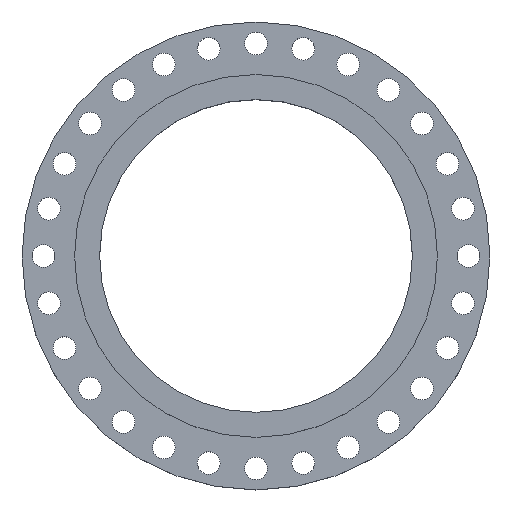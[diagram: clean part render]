
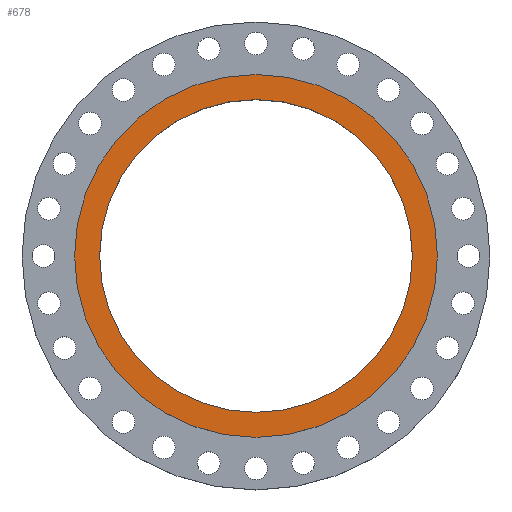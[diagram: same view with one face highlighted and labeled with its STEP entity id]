
A CAD part, top view. The second image highlights one B-rep face of the part: STEP entity #678.
In plain terms, the highlighted planar face has unit normal (0, 0, 1).
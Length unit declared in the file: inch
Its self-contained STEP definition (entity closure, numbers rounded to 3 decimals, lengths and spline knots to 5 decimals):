
#6 = CARTESIAN_POINT ( 'NONE',  ( -16.375, 0., 0. ) ) ;
#43 = EDGE_CURVE ( 'NONE', #486, #1811, #1398, .T. ) ;
#177 = AXIS2_PLACEMENT_3D ( 'NONE', #2528, #1508, #2336 ) ;
#199 = VERTEX_POINT ( 'NONE', #1426 ) ;
#323 = DIRECTION ( 'NONE',  ( -1., 0., 0. ) ) ;
#368 = ORIENTED_EDGE ( 'NONE', *, *, #2633, .T. ) ;
#473 = CARTESIAN_POINT ( 'NONE',  ( 19., 0., 0. ) ) ;
#486 = VERTEX_POINT ( 'NONE', #1851 ) ;
#540 = FACE_BOUND ( 'NONE', #1059, .T. ) ;
#566 = ORIENTED_EDGE ( 'NONE', *, *, #43, .F. ) ;
#678 = ADVANCED_FACE ( 'NONE', ( #540, #1333 ), #2164, .F. ) ;
#685 = AXIS2_PLACEMENT_3D ( 'NONE', #1717, #2191, #1974 ) ;
#715 = AXIS2_PLACEMENT_3D ( 'NONE', #1341, #2567, #1544 ) ;
#727 = AXIS2_PLACEMENT_3D ( 'NONE', #1193, #2444, #1598 ) ;
#974 = CIRCLE ( 'NONE', #727, 16.375 ) ;
#1052 = AXIS2_PLACEMENT_3D ( 'NONE', #2149, #1071, #323 ) ;
#1059 = EDGE_LOOP ( 'NONE', ( #566, #1079 ) ) ;
#1071 = DIRECTION ( 'NONE',  ( 0., 0., -1. ) ) ;
#1079 = ORIENTED_EDGE ( 'NONE', *, *, #1279, .F. ) ;
#1107 = EDGE_CURVE ( 'NONE', #1896, #199, #1316, .T. ) ;
#1193 = CARTESIAN_POINT ( 'NONE',  ( 0., 0., 0. ) ) ;
#1279 = EDGE_CURVE ( 'NONE', #1811, #486, #974, .T. ) ;
#1316 = CIRCLE ( 'NONE', #177, 19. ) ;
#1333 = FACE_OUTER_BOUND ( 'NONE', #2061, .T. ) ;
#1341 = CARTESIAN_POINT ( 'NONE',  ( 0., 0., 0. ) ) ;
#1398 = CIRCLE ( 'NONE', #715, 16.375 ) ;
#1426 = CARTESIAN_POINT ( 'NONE',  ( -19., 0., 0. ) ) ;
#1508 = DIRECTION ( 'NONE',  ( 0., 0., 1. ) ) ;
#1544 = DIRECTION ( 'NONE',  ( 1., 0., 0. ) ) ;
#1569 = CIRCLE ( 'NONE', #685, 19. ) ;
#1598 = DIRECTION ( 'NONE',  ( 1., 0., 0. ) ) ;
#1717 = CARTESIAN_POINT ( 'NONE',  ( 0., 0., 0. ) ) ;
#1769 = ORIENTED_EDGE ( 'NONE', *, *, #1107, .T. ) ;
#1811 = VERTEX_POINT ( 'NONE', #6 ) ;
#1851 = CARTESIAN_POINT ( 'NONE',  ( 16.375, 0., 0. ) ) ;
#1896 = VERTEX_POINT ( 'NONE', #473 ) ;
#1974 = DIRECTION ( 'NONE',  ( 1., 0., 0. ) ) ;
#2061 = EDGE_LOOP ( 'NONE', ( #1769, #368 ) ) ;
#2149 = CARTESIAN_POINT ( 'NONE',  ( 0., 16.375, 0. ) ) ;
#2164 = PLANE ( 'NONE',  #1052 ) ;
#2191 = DIRECTION ( 'NONE',  ( 0., 0., 1. ) ) ;
#2336 = DIRECTION ( 'NONE',  ( 1., 0., 0. ) ) ;
#2444 = DIRECTION ( 'NONE',  ( 0., 0., 1. ) ) ;
#2528 = CARTESIAN_POINT ( 'NONE',  ( 0., 0., 0. ) ) ;
#2567 = DIRECTION ( 'NONE',  ( 0., 0., 1. ) ) ;
#2633 = EDGE_CURVE ( 'NONE', #199, #1896, #1569, .T. ) ;
